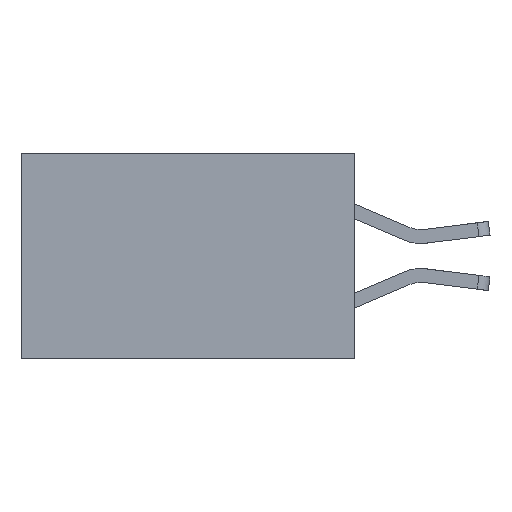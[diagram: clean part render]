
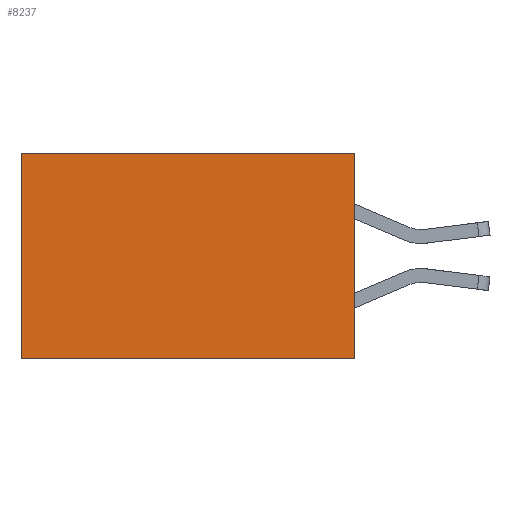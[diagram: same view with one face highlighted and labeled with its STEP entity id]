
A CAD part, left-side view. The second image highlights one B-rep face of the part: STEP entity #8237.
In plain terms, the highlighted planar face has unit normal (-1, 0, 0).
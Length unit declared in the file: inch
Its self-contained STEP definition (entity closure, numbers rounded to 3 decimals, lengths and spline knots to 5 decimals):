
#251 = LINE ( 'NONE', #10634, #325 ) ;
#325 = VECTOR ( 'NONE', #1909, 39.37008 ) ;
#875 = EDGE_CURVE ( 'NONE', #2501, #2720, #251, .T. ) ;
#961 = VECTOR ( 'NONE', #7725, 39.37008 ) ;
#1251 = DIRECTION ( 'NONE',  ( 0., 0., -1. ) ) ;
#1279 = EDGE_CURVE ( 'NONE', #10481, #2720, #9733, .T. ) ;
#1368 = VECTOR ( 'NONE', #2185, 39.37008 ) ;
#1862 = CARTESIAN_POINT ( 'NONE',  ( 0.2615, 0.6, 0. ) ) ;
#1909 = DIRECTION ( 'NONE',  ( 0., 1., 0. ) ) ;
#1991 = AXIS2_PLACEMENT_3D ( 'NONE', #7264, #4658, #1251 ) ;
#2013 = LINE ( 'NONE', #7280, #1368 ) ;
#2185 = DIRECTION ( 'NONE',  ( 0., 1., 0. ) ) ;
#2501 = VERTEX_POINT ( 'NONE', #4508 ) ;
#2533 = LINE ( 'NONE', #11128, #961 ) ;
#2720 = VERTEX_POINT ( 'NONE', #4338 ) ;
#3497 = ORIENTED_EDGE ( 'NONE', *, *, #7639, .T. ) ;
#4338 = CARTESIAN_POINT ( 'NONE',  ( 0.2615, 0.6, -0.37 ) ) ;
#4404 = ORIENTED_EDGE ( 'NONE', *, *, #875, .F. ) ;
#4508 = CARTESIAN_POINT ( 'NONE',  ( 0.2615, 0., -0.37 ) ) ;
#4607 = FACE_OUTER_BOUND ( 'NONE', #4983, .T. ) ;
#4618 = DIRECTION ( 'NONE',  ( 0., 0., -1. ) ) ;
#4658 = DIRECTION ( 'NONE',  ( 1., 0., 0. ) ) ;
#4983 = EDGE_LOOP ( 'NONE', ( #6869, #4404, #8942, #3497 ) ) ;
#5237 = CARTESIAN_POINT ( 'NONE',  ( 0.2615, 0.6, -0.37 ) ) ;
#5744 = CARTESIAN_POINT ( 'NONE',  ( 0.2615, 0., 0. ) ) ;
#5847 = EDGE_CURVE ( 'NONE', #6156, #2501, #2533, .T. ) ;
#6156 = VERTEX_POINT ( 'NONE', #5744 ) ;
#6869 = ORIENTED_EDGE ( 'NONE', *, *, #1279, .T. ) ;
#7264 = CARTESIAN_POINT ( 'NONE',  ( 0.2615, 0., -0.37 ) ) ;
#7280 = CARTESIAN_POINT ( 'NONE',  ( 0.2615, 0., 0. ) ) ;
#7639 = EDGE_CURVE ( 'NONE', #6156, #10481, #2013, .T. ) ;
#7725 = DIRECTION ( 'NONE',  ( 0., 0., -1. ) ) ;
#8237 = ADVANCED_FACE ( 'NONE', ( #4607 ), #9659, .F. ) ;
#8942 = ORIENTED_EDGE ( 'NONE', *, *, #5847, .F. ) ;
#9365 = VECTOR ( 'NONE', #4618, 39.37008 ) ;
#9659 = PLANE ( 'NONE',  #1991 ) ;
#9733 = LINE ( 'NONE', #5237, #9365 ) ;
#10481 = VERTEX_POINT ( 'NONE', #1862 ) ;
#10634 = CARTESIAN_POINT ( 'NONE',  ( 0.2615, 0., -0.37 ) ) ;
#11128 = CARTESIAN_POINT ( 'NONE',  ( 0.2615, 0., -0.37 ) ) ;
